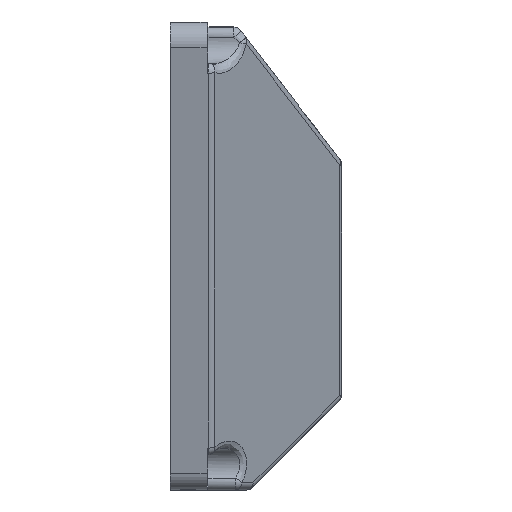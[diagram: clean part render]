
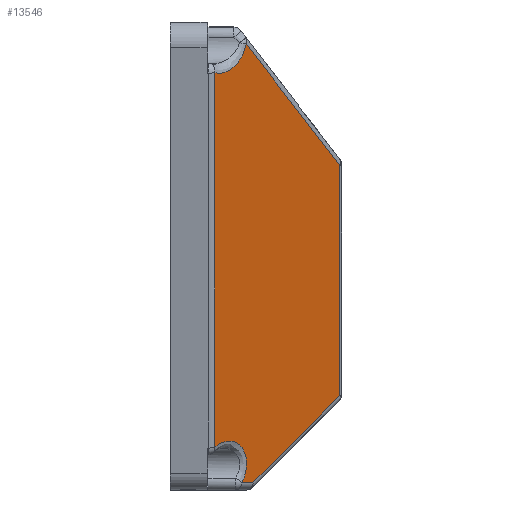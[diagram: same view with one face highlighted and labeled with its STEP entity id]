
A CAD part, left-side view. The second image highlights one B-rep face of the part: STEP entity #13546.
In plain terms, the highlighted planar face has unit normal (-0.592, -0.794, -0.136).
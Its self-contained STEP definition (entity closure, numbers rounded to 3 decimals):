
#217 = CARTESIAN_POINT ( 'NONE',  ( -154.797, 9.878, -76.856 ) ) ;
#248 = ORIENTED_EDGE ( 'NONE', *, *, #2330, .T. ) ;
#267 = CARTESIAN_POINT ( 'NONE',  ( -154.745, 10.675, -81.739 ) ) ;
#572 = CARTESIAN_POINT ( 'NONE',  ( -105.056, -12.778, -160.969 ) ) ;
#1119 = EDGE_CURVE ( 'NONE', #1214, #7983, #10584, .T. ) ;
#1136 = ORIENTED_EDGE ( 'NONE', *, *, #9944, .T. ) ;
#1214 = VERTEX_POINT ( 'NONE', #4158 ) ;
#1265 = CARTESIAN_POINT ( 'NONE',  ( -158.535, 14.027, -84.818 ) ) ;
#1443 = CARTESIAN_POINT ( 'NONE',  ( -163.303, 17.4, -83.767 ) ) ;
#1705 = VERTEX_POINT ( 'NONE', #8046 ) ;
#1836 = CARTESIAN_POINT ( 'NONE',  ( -142.678, 17.4, -173.495 ) ) ;
#1891 = CARTESIAN_POINT ( 'NONE',  ( -142.678, 17.4, -173.495 ) ) ;
#2248 = AXIS2_PLACEMENT_3D ( 'NONE', #13181, #2774, #11946 ) ;
#2306 = VERTEX_POINT ( 'NONE', #7198 ) ;
#2330 = EDGE_CURVE ( 'NONE', #2306, #1214, #7426, .T. ) ;
#2774 = DIRECTION ( 'NONE',  ( 0.592, 0.794, 0.136 ) ) ;
#2933 = CARTESIAN_POINT ( 'NONE',  ( -132.013, 10.908, -181.986 ) ) ;
#2977 = CARTESIAN_POINT ( 'NONE',  ( -211.947, 70.466, -181.986 ) ) ;
#3175 = FACE_OUTER_BOUND ( 'NONE', #12947, .T. ) ;
#4158 = CARTESIAN_POINT ( 'NONE',  ( -128.432, 8.24, -181.986 ) ) ;
#4824 = LINE ( 'NONE', #10092, #5000 ) ;
#4900 = CARTESIAN_POINT ( 'NONE',  ( -105.265, -12.589, -161.158 ) ) ;
#4928 = VERTEX_POINT ( 'NONE', #1891 ) ;
#5000 = VECTOR ( 'NONE', #11199, 1000. ) ;
#5693 = EDGE_CURVE ( 'NONE', #1705, #8110, #7531, .T. ) ;
#6813 = ORIENTED_EDGE ( 'NONE', *, *, #11557, .T. ) ;
#7198 = CARTESIAN_POINT ( 'NONE',  ( -132.013, 10.908, -181.986 ) ) ;
#7426 = LINE ( 'NONE', #2977, #7595 ) ;
#7531 = LINE ( 'NONE', #8148, #10639 ) ;
#7595 = VECTOR ( 'NONE', #10254, 1000. ) ;
#7642 = LINE ( 'NONE', #13218, #8639 ) ;
#7856 =( BOUNDED_CURVE ( )  B_SPLINE_CURVE ( 3, ( #1836, #10025, #11228, #2933 ),
 .UNSPECIFIED., .F., .F. ) 
 B_SPLINE_CURVE_WITH_KNOTS ( ( 4, 4 ),
 ( 1.128, 3.81 ),
 .UNSPECIFIED. ) 
 CURVE ( )  GEOMETRIC_REPRESENTATION_ITEM ( )  RATIONAL_B_SPLINE_CURVE ( ( 1., 0.485, 0.485, 1. ) ) 
 REPRESENTATION_ITEM ( '' )  );
#7876 = VERTEX_POINT ( 'NONE', #1443 ) ;
#7966 = DIRECTION ( 'NONE',  ( 0.224, 0., -0.975 ) ) ;
#7983 = VERTEX_POINT ( 'NONE', #4900 ) ;
#8046 = CARTESIAN_POINT ( 'NONE',  ( -117.932, -12.589, -106.054 ) ) ;
#8110 = VERTEX_POINT ( 'NONE', #8145 ) ;
#8145 = CARTESIAN_POINT ( 'NONE',  ( -154.797, 9.878, -76.856 ) ) ;
#8148 = CARTESIAN_POINT ( 'NONE',  ( -352.542, 130.391, 79.765 ) ) ;
#8639 = VECTOR ( 'NONE', #7966, 1000. ) ;
#8989 = EDGE_CURVE ( 'NONE', #8110, #7876, #13473, .T. ) ;
#9179 = DIRECTION ( 'NONE',  ( -0.707, 0.431, 0.56 ) ) ;
#9362 = ORIENTED_EDGE ( 'NONE', *, *, #1119, .T. ) ;
#9414 = ORIENTED_EDGE ( 'NONE', *, *, #5693, .T. ) ;
#9683 = ORIENTED_EDGE ( 'NONE', *, *, #12961, .T. ) ;
#9944 = EDGE_CURVE ( 'NONE', #7876, #4928, #7642, .T. ) ;
#10025 = CARTESIAN_POINT ( 'NONE',  ( -135.327, 10.928, -167.685 ) ) ;
#10092 = CARTESIAN_POINT ( 'NONE',  ( -212.045, -12.589, 303.364 ) ) ;
#10187 = DIRECTION ( 'NONE',  ( 0.618, -0.556, 0.556 ) ) ;
#10254 = DIRECTION ( 'NONE',  ( 0.802, -0.597, 0. ) ) ;
#10584 = LINE ( 'NONE', #572, #11065 ) ;
#10639 = VECTOR ( 'NONE', #9179, 1000. ) ;
#10966 = PLANE ( 'NONE',  #2248 ) ;
#11005 = ORIENTED_EDGE ( 'NONE', *, *, #8989, .T. ) ;
#11065 = VECTOR ( 'NONE', #10187, 1000. ) ;
#11199 = DIRECTION ( 'NONE',  ( -0.224, 0., 0.975 ) ) ;
#11228 = CARTESIAN_POINT ( 'NONE',  ( -127.997, 6.466, -173.521 ) ) ;
#11557 = EDGE_CURVE ( 'NONE', #7983, #1705, #4824, .T. ) ;
#11727 = CARTESIAN_POINT ( 'NONE',  ( -163.303, 17.4, -83.767 ) ) ;
#11946 = DIRECTION ( 'NONE',  ( -0.802, 0.597, 0. ) ) ;
#12947 = EDGE_LOOP ( 'NONE', ( #9414, #11005, #1136, #9683, #248, #9362, #6813 ) ) ;
#12961 = EDGE_CURVE ( 'NONE', #4928, #2306, #7856, .T. ) ;
#13181 = CARTESIAN_POINT ( 'NONE',  ( -251.038, 18., 294.4 ) ) ;
#13218 = CARTESIAN_POINT ( 'NONE',  ( -142.678, 17.4, -173.495 ) ) ;
#13473 =( BOUNDED_CURVE ( )  B_SPLINE_CURVE ( 3, ( #217, #267, #1265, #11727 ),
 .UNSPECIFIED., .F., .F. ) 
 B_SPLINE_CURVE_WITH_KNOTS ( ( 4, 4 ),
 ( 3.357, 5.155 ),
 .UNSPECIFIED. ) 
 CURVE ( )  GEOMETRIC_REPRESENTATION_ITEM ( )  RATIONAL_B_SPLINE_CURVE ( ( 1., 0.748, 0.748, 1. ) ) 
 REPRESENTATION_ITEM ( '' )  );
#13546 = ADVANCED_FACE ( 'NONE', ( #3175 ), #10966, .F. ) ;
